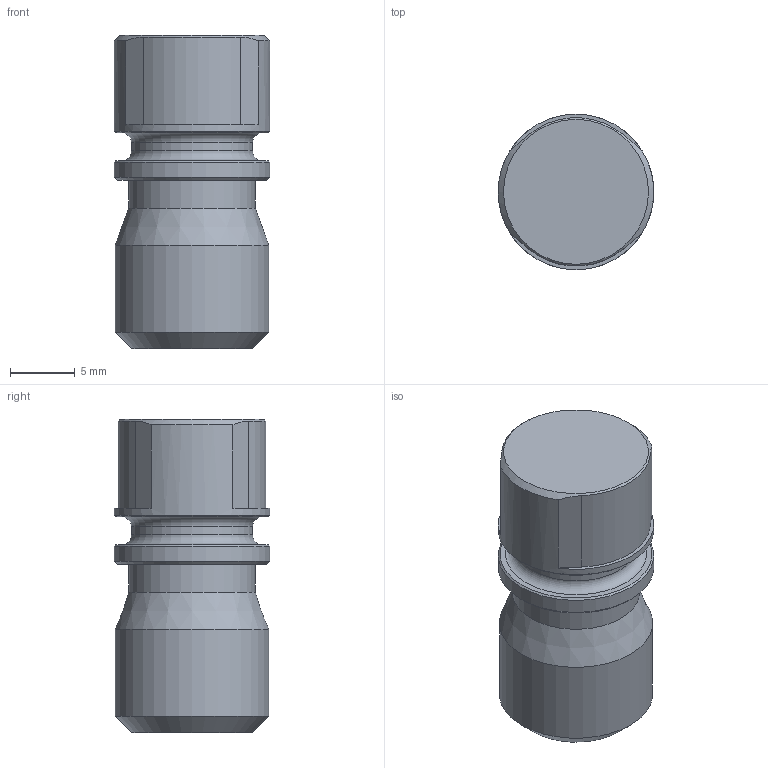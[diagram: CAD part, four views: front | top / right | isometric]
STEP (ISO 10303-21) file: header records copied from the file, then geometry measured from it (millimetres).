
FILE_DESCRIPTION(/* description */ (''),/* implementation_level */ '2;1');
FILE_NAME(/* name */ 'S2030 Diamond Pin.step',/* time_stamp */ '2025-04-28T10:24:20-04:00',/* author */ (''),/* organization */ (''),/* preprocessor_version */ 'ST-DEVELOPER v20.1',/* originating_system */ 'Autodesk Translation Framework v14.4.0.0',/* authorisation */ '');
FILE_SCHEMA (('AUTOMOTIVE_DESIGN { 1 0 10303 214 3 1 1 }'));
Length unit declared in the file: inch
Products named in the file (1): Diamond Pin
Bounding box: 12 x 12 x 24.13 mm (x, y, z)
Volume: 2398.7 mm3; surface area: 1147.3 mm2
Topology: 1 solids, 1 shells, 26 faces, 56 edges, 35 vertices
Faces by surface type: plane 11, cylinder 7, cone 6, torus 2
Full cylindrical faces by diameter (mm): 9.322 x1, 9.75 x1, 11.834 x1, 12 x2
Entity records: 751 total; most frequent: DIRECTION 135, CARTESIAN_POINT 126, ORIENTED_EDGE 112, EDGE_CURVE 56, AXIS2_PLACEMENT_3D 56, VERTEX_POINT 35, EDGE_LOOP 29, CIRCLE 29
